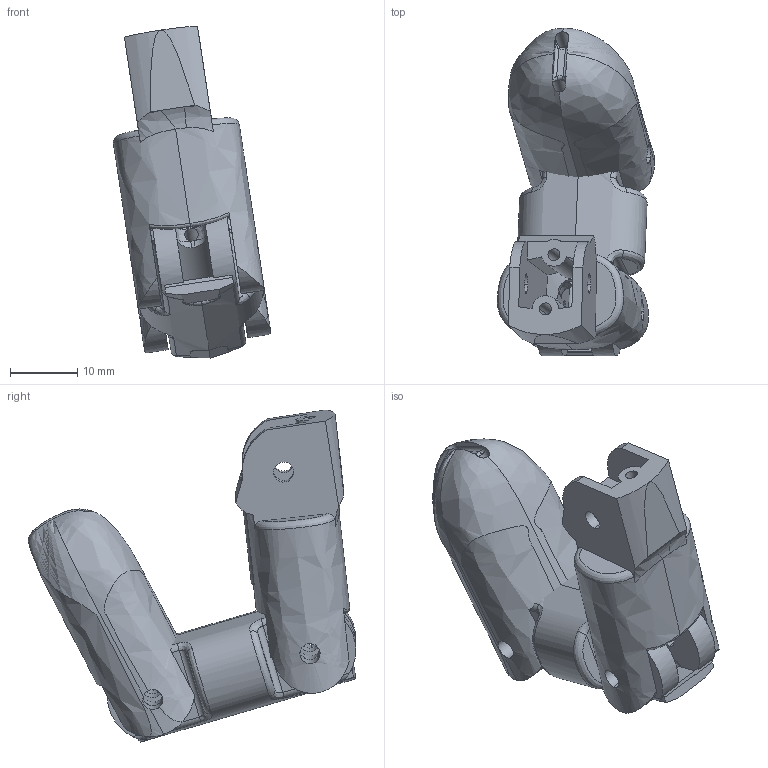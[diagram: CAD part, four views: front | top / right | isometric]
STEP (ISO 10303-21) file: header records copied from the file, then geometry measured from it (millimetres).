
FILE_DESCRIPTION (( 'STEP AP214' ), '1' );
FILE_NAME ('Index retracted.STEP', '2019-09-01T09:15:18', ( '' ), ( '' ), 'SwSTEP 2.0', 'SolidWorks 2018', '' );
FILE_SCHEMA (( 'AUTOMOTIVE_DESIGN' ));
Length unit declared in the file: inch
Products named in the file (4): Index Finger Middle; Index Finger Bottom Plus Cutout; Index Finger Tip; Index retracted
Assembly tree (3 placements, depth 2):
  Index retracted
    Index Finger Bottom Plus Cutout
    Index Finger Tip
    Index Finger Middle
Bounding box: 23.43 x 48.78 x 49.44 mm (x, y, z)
Volume: 12208.8 mm3; surface area: 9081.6 mm2
Topology: 3 solids, 3 shells, 228 faces, 645 edges, 411 vertices
Faces by surface type: cylinder 98, bspline 69, plane 57, torus 4
Entity records: 13408 total; most frequent: CARTESIAN_POINT 8000, ORIENTED_EDGE 1290, DIRECTION 831, EDGE_CURVE 645, VERTEX_POINT 411, AXIS2_PLACEMENT_3D 309, B_SPLINE_CURVE_WITH_KNOTS 275, EDGE_LOOP 250
